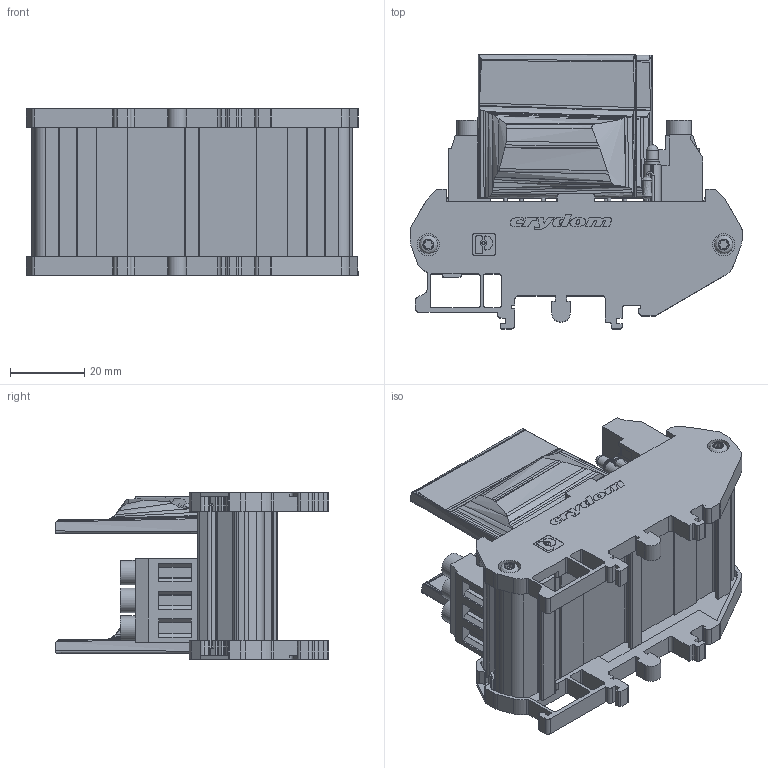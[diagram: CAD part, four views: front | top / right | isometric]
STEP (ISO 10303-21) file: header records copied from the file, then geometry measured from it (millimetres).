
FILE_DESCRIPTION (( 'STEP AP214' ), '1' );
FILE_NAME ('108604.STEP', '2016-09-01T17:37:21', ( '' ), ( '' ), 'SwSTEP 2.0', 'SolidWorks 2015', '' );
FILE_SCHEMA (( 'AUTOMOTIVE_DESIGN' ));
Length unit declared in the file: inch
Products named in the file (1): 108604
Bounding box: 89.6 x 73.91 x 45.11 mm (x, y, z)
Volume: 62738.2 mm3; surface area: 49976.2 mm2
Topology: 30 solids, 30 shells, 1602 faces, 4387 edges, 2899 vertices
Faces by surface type: plane 906, cylinder 477, bspline 211, cone 8
Full cylindrical faces by diameter (mm): 0.483 x4, 0.508 x2, 0.813 x38, 0.913 x2, 1 x2, 1.016 x8, 1.2 x6, 1.219 x2, 1.524 x1, 1.575 x6, 3.099 x1, 3.4 x4, 3.48 x1, 3.785 x1, 3.9 x2, 4.83 x6, 5 x4, 6 x4, 6.6 x6
Entity records: 80134 total; most frequent: CARTESIAN_POINT 19300, ORIENTED_EDGE 8538, DIRECTION 7599, EDGE_CURVE 4269, VERTEX_POINT 2890, LINE 2815, VECTOR 2815, AXIS2_PLACEMENT_3D 2392
